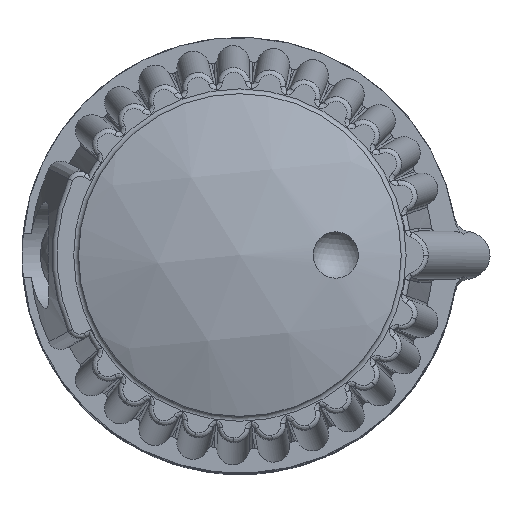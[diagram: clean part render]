
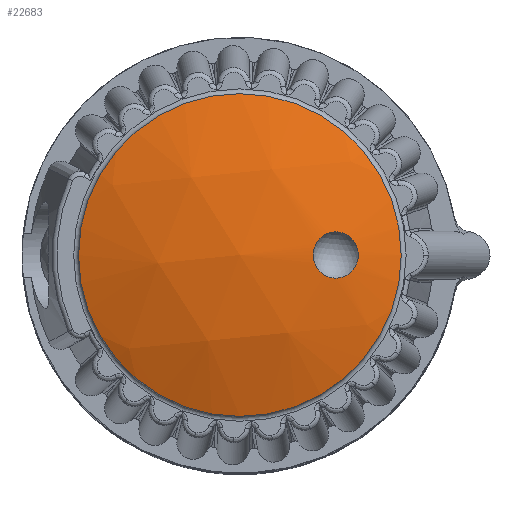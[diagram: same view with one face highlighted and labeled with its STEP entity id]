
A CAD part, top view. The second image highlights one B-rep face of the part: STEP entity #22683.
In plain terms, the highlighted spherical face has radius 13 mm.
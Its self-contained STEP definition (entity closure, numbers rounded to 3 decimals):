
#90 = FACE_BOUND ( 'NONE', #153, .T. ) ;
#153 = EDGE_LOOP ( 'NONE', ( #9824 ) ) ;
#630 = AXIS2_PLACEMENT_3D ( 'NONE', #2496, #15599, #13868 ) ;
#1020 = EDGE_CURVE ( 'NONE', #2962, #2962, #3034, .T. ) ;
#1808 = EDGE_CURVE ( 'NONE', #21973, #21973, #5084, .T. ) ;
#2496 = CARTESIAN_POINT ( 'NONE',  ( 0., 0., 5.5 ) ) ;
#2962 = VERTEX_POINT ( 'NONE', #22160 ) ;
#3034 = CIRCLE ( 'NONE', #630, 5. ) ;
#3506 = CARTESIAN_POINT ( 'NONE',  ( 0., -3.669, 5.972 ) ) ;
#3578 = FACE_OUTER_BOUND ( 'NONE', #6835, .T. ) ;
#5084 = CIRCLE ( 'NONE', #22862, 0.718 ) ;
#6835 = EDGE_LOOP ( 'NONE', ( #11894 ) ) ;
#9247 = AXIS2_PLACEMENT_3D ( 'NONE', #13042, #20733, #9273 ) ;
#9273 = DIRECTION ( 'NONE',  ( 0.1, -0.995, 0. ) ) ;
#9824 = ORIENTED_EDGE ( 'NONE', *, *, #1808, .T. ) ;
#10621 = CARTESIAN_POINT ( 'NONE',  ( 0., -2.969, 6.136 ) ) ;
#11894 = ORIENTED_EDGE ( 'NONE', *, *, #1020, .F. ) ;
#13042 = CARTESIAN_POINT ( 'NONE',  ( 0., 0., -6.5 ) ) ;
#13868 = DIRECTION ( 'NONE',  ( -1., 0., 0. ) ) ;
#15599 = DIRECTION ( 'NONE',  ( 0., 0., -1. ) ) ;
#17344 = SPHERICAL_SURFACE ( 'NONE', #9247, 13. ) ;
#18096 = DIRECTION ( 'NONE',  ( 0., -0.973, -0.229 ) ) ;
#20733 = DIRECTION ( 'NONE',  ( -0.995, -0.1, 0. ) ) ;
#21594 = DIRECTION ( 'NONE',  ( 0., 0.229, -0.973 ) ) ;
#21973 = VERTEX_POINT ( 'NONE', #3506 ) ;
#22160 = CARTESIAN_POINT ( 'NONE',  ( -5., 0., 5.5 ) ) ;
#22683 = ADVANCED_FACE ( 'NONE', ( #3578, #90 ), #17344, .T. ) ;
#22862 = AXIS2_PLACEMENT_3D ( 'NONE', #10621, #21594, #18096 ) ;
